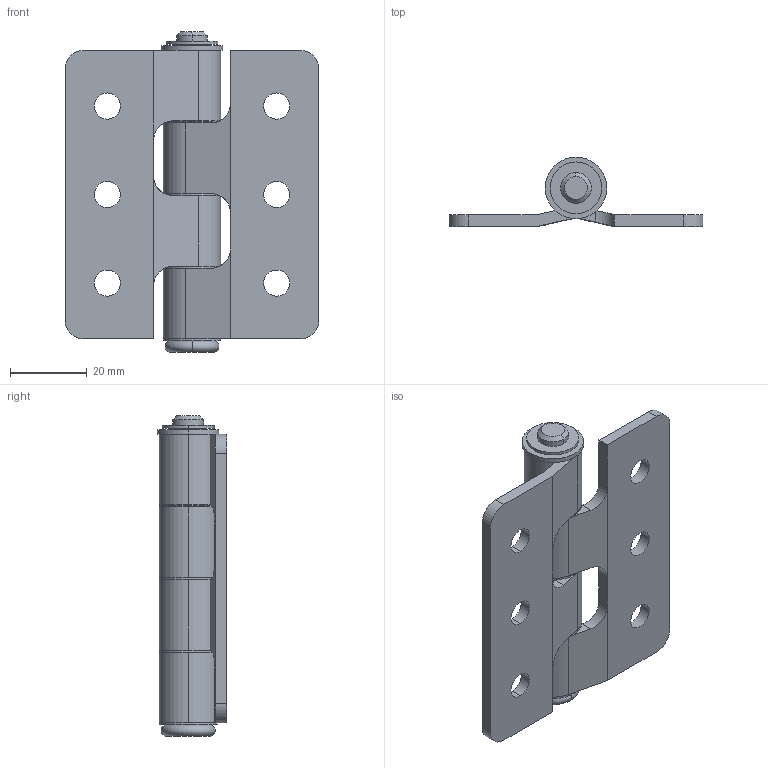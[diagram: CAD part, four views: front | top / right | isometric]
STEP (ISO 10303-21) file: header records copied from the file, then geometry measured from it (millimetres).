
FILE_DESCRIPTION (( 'STEP AP203' ), '1' );
FILE_NAME ('Žº‰ª•ÏŠ·.STEP', '2012-06-14T01:21:08', ( '' ), ( '' ), 'SwSTEP 2.0', 'SolidWorks 2011', '' );
FILE_SCHEMA (( 'CONFIG_CONTROL_DESIGN' ));
Length unit declared in the file: millimetre
Products named in the file (7): B-1884-Rフランジメタロフラスト_; B-1884-R儊僩儘僾儔僗僩_; 室岡変換; B-1884-R儚僢僔儍乕_; B-1884-REリング_; B-1884-Rピン_; B-1884-R僗儕乕僽儊僞儘憰拝
Assembly tree (9 placements, depth 2):
  室岡変換
    B-1884-R儊僩儘僾儔僗僩_  x4
    B-1884-R儚僢僔儍乕_
    B-1884-REリング_
    B-1884-Rピン_
    B-1884-R僗儕乕僽儊僞儘憰拝
    B-1884-Rフランジメタロフラスト_
Bounding box: 66 x 18 x 83.3 mm (x, y, z)
Volume: 25046.1 mm3; surface area: 21091.7 mm2
Topology: 9 solids, 9 shells, 131 faces, 310 edges, 204 vertices
Faces by surface type: cylinder 80, plane 47, cone 2, torus 2
Entity records: 4005 total; most frequent: DIRECTION 596, CARTESIAN_POINT 576, ORIENTED_EDGE 512, EDGE_CURVE 256, AXIS2_PLACEMENT_3D 236, VERTEX_POINT 168, EDGE_LOOP 134, LINE 124
